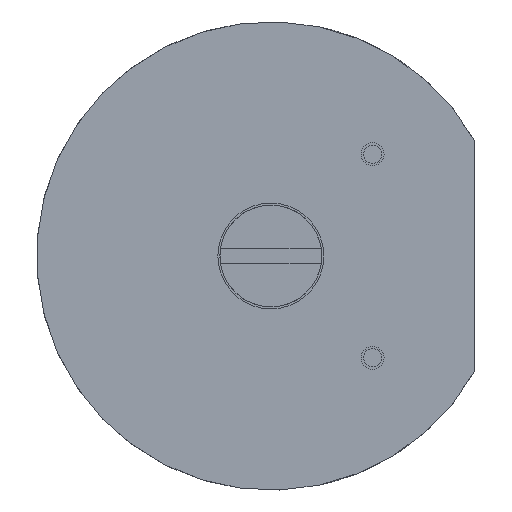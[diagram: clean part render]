
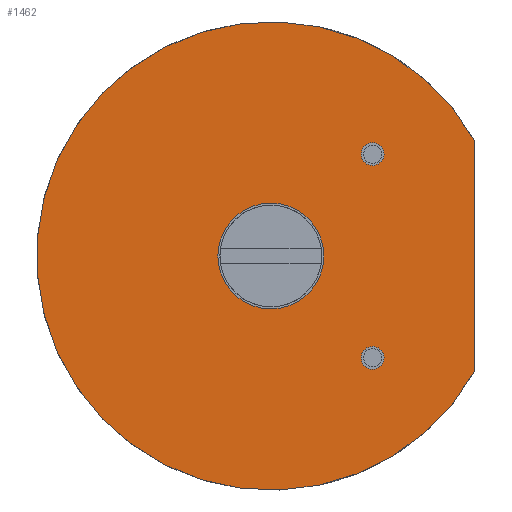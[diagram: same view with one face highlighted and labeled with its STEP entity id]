
A CAD part, left-side view. The second image highlights one B-rep face of the part: STEP entity #1462.
In plain terms, the highlighted planar face has unit normal (-1, 0, 0).
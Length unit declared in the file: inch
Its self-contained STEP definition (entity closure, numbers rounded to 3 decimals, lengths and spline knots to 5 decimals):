
#1168 = FACE_BOUND ( 'NONE', #7963, .T. ) ;
#1207 = CARTESIAN_POINT ( 'NONE',  ( -1.335, 0., 0. ) ) ;
#1360 = ORIENTED_EDGE ( 'NONE', *, *, #10437, .F. ) ;
#1462 = ADVANCED_FACE ( 'NONE', ( #16500, #19969, #1168, #14837 ), #6433, .T. ) ;
#1934 = DIRECTION ( 'NONE',  ( 0., 1., 0. ) ) ;
#2473 = EDGE_LOOP ( 'NONE', ( #20566 ) ) ;
#3073 = ORIENTED_EDGE ( 'NONE', *, *, #8005, .F. ) ;
#3124 = EDGE_LOOP ( 'NONE', ( #13993, #13464 ) ) ;
#4077 = EDGE_CURVE ( 'NONE', #6432, #6432, #13485, .T. ) ;
#5246 = AXIS2_PLACEMENT_3D ( 'NONE', #7788, #19218, #10935 ) ;
#5725 = EDGE_LOOP ( 'NONE', ( #3073 ) ) ;
#5912 = AXIS2_PLACEMENT_3D ( 'NONE', #13269, #6765, #1934 ) ;
#6432 = VERTEX_POINT ( 'NONE', #13268 ) ;
#6433 = PLANE ( 'NONE',  #5912 ) ;
#6765 = DIRECTION ( 'NONE',  ( -1., 0., 0. ) ) ;
#7534 = VERTEX_POINT ( 'NONE', #12429 ) ;
#7788 = CARTESIAN_POINT ( 'NONE',  ( -1.335, -0.5, -0.5 ) ) ;
#7920 = DIRECTION ( 'NONE',  ( -1., 0., 0. ) ) ;
#7963 = EDGE_LOOP ( 'NONE', ( #1360 ) ) ;
#8005 = EDGE_CURVE ( 'NONE', #16174, #16174, #14464, .T. ) ;
#8146 = CIRCLE ( 'NONE', #16738, 0.26 ) ;
#9614 = DIRECTION ( 'NONE',  ( 0., -1., 0. ) ) ;
#9747 = DIRECTION ( 'NONE',  ( 0., 0., -1. ) ) ;
#10345 = CARTESIAN_POINT ( 'NONE',  ( -1.335, -0.26, 0. ) ) ;
#10437 = EDGE_CURVE ( 'NONE', #15488, #15488, #8146, .T. ) ;
#10935 = DIRECTION ( 'NONE',  ( 0., 0., 1. ) ) ;
#10997 = DIRECTION ( 'NONE',  ( -1., 0., 0. ) ) ;
#11138 = VERTEX_POINT ( 'NONE', #12325 ) ;
#11433 = LINE ( 'NONE', #13444, #13910 ) ;
#11560 = EDGE_CURVE ( 'NONE', #11138, #7534, #11433, .T. ) ;
#12220 = AXIS2_PLACEMENT_3D ( 'NONE', #1207, #7920, #9614 ) ;
#12325 = CARTESIAN_POINT ( 'NONE',  ( -1.335, -1., 0.56789 ) ) ;
#12429 = CARTESIAN_POINT ( 'NONE',  ( -1.335, -1., -0.56789 ) ) ;
#13157 = CARTESIAN_POINT ( 'NONE',  ( -1.335, -0.5, 0.556 ) ) ;
#13268 = CARTESIAN_POINT ( 'NONE',  ( -1.335, -0.5, -0.444 ) ) ;
#13269 = CARTESIAN_POINT ( 'NONE',  ( -1.335, 0., 0. ) ) ;
#13444 = CARTESIAN_POINT ( 'NONE',  ( -1.335, -1., 0. ) ) ;
#13464 = ORIENTED_EDGE ( 'NONE', *, *, #16839, .T. ) ;
#13485 = CIRCLE ( 'NONE', #5246, 0.056 ) ;
#13910 = VECTOR ( 'NONE', #9747, 39.37008 ) ;
#13993 = ORIENTED_EDGE ( 'NONE', *, *, #11560, .F. ) ;
#14464 = CIRCLE ( 'NONE', #21576, 0.056 ) ;
#14837 = FACE_OUTER_BOUND ( 'NONE', #3124, .T. ) ;
#15488 = VERTEX_POINT ( 'NONE', #10345 ) ;
#16142 = CIRCLE ( 'NONE', #12220, 1.15 ) ;
#16174 = VERTEX_POINT ( 'NONE', #13157 ) ;
#16500 = FACE_BOUND ( 'NONE', #2473, .T. ) ;
#16738 = AXIS2_PLACEMENT_3D ( 'NONE', #21600, #16908, #17015 ) ;
#16839 = EDGE_CURVE ( 'NONE', #11138, #7534, #16142, .T. ) ;
#16908 = DIRECTION ( 'NONE',  ( -1., 0., 0. ) ) ;
#17015 = DIRECTION ( 'NONE',  ( 0., -1., 0. ) ) ;
#19218 = DIRECTION ( 'NONE',  ( -1., 0., 0. ) ) ;
#19706 = CARTESIAN_POINT ( 'NONE',  ( -1.335, -0.5, 0.5 ) ) ;
#19969 = FACE_BOUND ( 'NONE', #5725, .T. ) ;
#20566 = ORIENTED_EDGE ( 'NONE', *, *, #4077, .F. ) ;
#21576 = AXIS2_PLACEMENT_3D ( 'NONE', #19706, #10997, #21601 ) ;
#21600 = CARTESIAN_POINT ( 'NONE',  ( -1.335, 0., 0. ) ) ;
#21601 = DIRECTION ( 'NONE',  ( 0., 0., 1. ) ) ;
